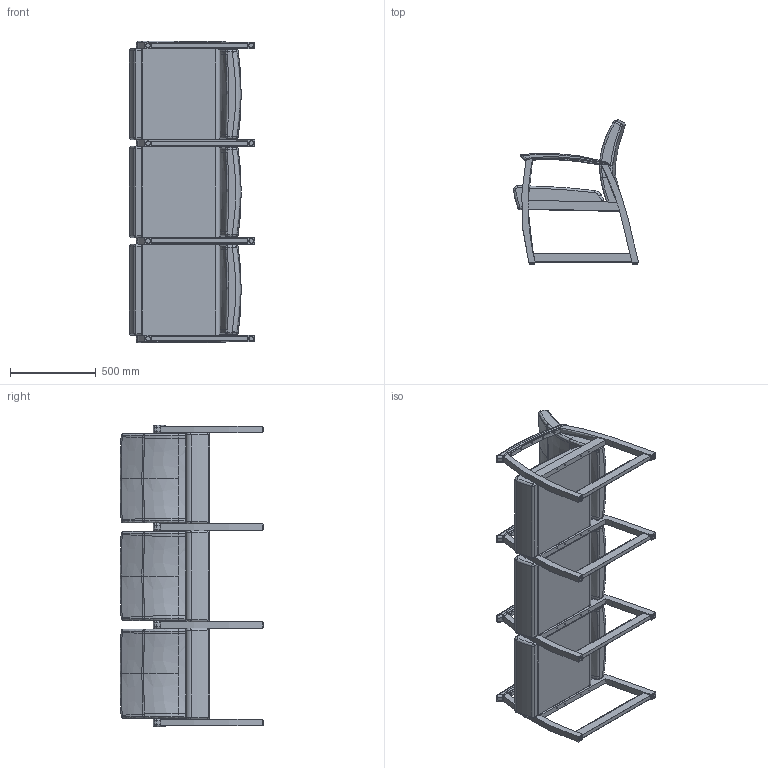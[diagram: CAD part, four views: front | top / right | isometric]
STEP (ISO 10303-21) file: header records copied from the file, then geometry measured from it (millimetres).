
FILE_DESCRIPTION(/* description */ (''),/* implementation_level */ '2;1');
FILE_NAME(/* name */ 'KOT39IU.stp',/* time_stamp */ '2017-10-25T08:16:57-04:00',/* author */ ('emehringer'),/* organization */ (''),/* preprocessor_version */ 'ST-DEVELOPER v16.5',/* originating_system */ 'Autodesk Inventor 2017',/* authorisation */ '');
FILE_SCHEMA (('AUTOMOTIVE_DESIGN { 1 0 10303 214 3 1 1 }'));
Products named in the file (8): KOT39IU-W; KOT9 ARML; KOT9 ARMR; KOT10 USEAT; KOT10 BACK NEW; KOT9 ARMI; KOT10-1 MAC BLK; GLD BLK 5-16
Assembly tree (22 placements, depth 2):
  KOT39IU-W
    KOT9 ARML
    KOT9 ARMR
    KOT10 USEAT  x3
    KOT10 BACK NEW  x3
    KOT9 ARMI  x2
    KOT10-1 MAC BLK  x4
    GLD BLK 5-16  x8
Bounding box: 731.1 x 841.32 x 1762.12 mm (x, y, z)
Volume: 169547554 mm3; surface area: 6531554.2 mm2
Topology: 30 solids, 50 shells, 3964 faces, 8329 edges, 4497 vertices
Faces by surface type: cylinder 1252, bspline 1241, torus 1010, plane 447, cone 8, sphere 6
Full cylindrical faces by diameter (mm): 6.35 x84, 6.528 x16, 7.925 x16, 7.938 x8
Entity records: 38632 total; most frequent: CARTESIAN_POINT 19800, ORIENTED_EDGE 3818, DIRECTION 3524, EDGE_CURVE 1911, AXIS2_PLACEMENT_3D 1429, VERTEX_POINT 1165, EDGE_LOOP 1062, FACE_OUTER_BOUND 882
